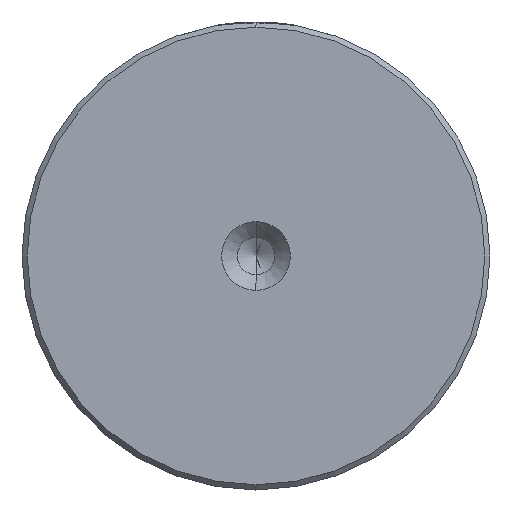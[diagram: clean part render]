
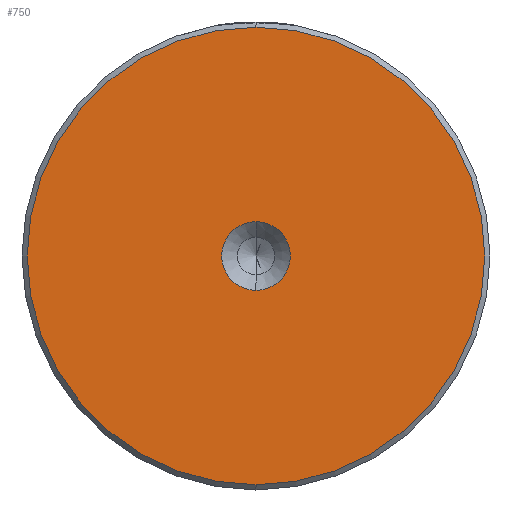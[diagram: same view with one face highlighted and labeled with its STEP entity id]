
A CAD part, left-side view. The second image highlights one B-rep face of the part: STEP entity #750.
In plain terms, the highlighted planar face has unit normal (-1, 0, 0).
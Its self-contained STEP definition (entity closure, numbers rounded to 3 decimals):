
#170 = CIRCLE ( 'NONE', #289, 3.3 ) ;
#282 = CARTESIAN_POINT ( 'NONE',  ( 0., 0., -3.3 ) ) ;
#289 = AXIS2_PLACEMENT_3D ( 'NONE', #1619, #473, #1824 ) ;
#290 = ORIENTED_EDGE ( 'NONE', *, *, #1144, .T. ) ;
#317 = CARTESIAN_POINT ( 'NONE',  ( 0., 0., -22. ) ) ;
#326 = VERTEX_POINT ( 'NONE', #962 ) ;
#376 = VERTEX_POINT ( 'NONE', #317 ) ;
#418 = ORIENTED_EDGE ( 'NONE', *, *, #562, .T. ) ;
#458 = AXIS2_PLACEMENT_3D ( 'NONE', #2076, #743, #729 ) ;
#473 = DIRECTION ( 'NONE',  ( -1., 0., 0. ) ) ;
#506 = PLANE ( 'NONE',  #458 ) ;
#562 = EDGE_CURVE ( 'NONE', #2256, #376, #2177, .T. ) ;
#729 = DIRECTION ( 'NONE',  ( 0., 0., 1. ) ) ;
#743 = DIRECTION ( 'NONE',  ( -1., 0., 0. ) ) ;
#750 = ADVANCED_FACE ( 'NONE', ( #819, #1913 ), #506, .T. ) ;
#819 = FACE_OUTER_BOUND ( 'NONE', #1455, .T. ) ;
#912 = DIRECTION ( 'NONE',  ( -1., 0., 0. ) ) ;
#962 = CARTESIAN_POINT ( 'NONE',  ( 0., 0., 3.3 ) ) ;
#997 = DIRECTION ( 'NONE',  ( 0., 0., 1. ) ) ;
#1003 = DIRECTION ( 'NONE',  ( -1., 0., 0. ) ) ;
#1012 = CARTESIAN_POINT ( 'NONE',  ( 0., 0., 0. ) ) ;
#1034 = CARTESIAN_POINT ( 'NONE',  ( 0., 0., 0. ) ) ;
#1114 = VERTEX_POINT ( 'NONE', #282 ) ;
#1144 = EDGE_CURVE ( 'NONE', #376, #2256, #2099, .T. ) ;
#1215 = DIRECTION ( 'NONE',  ( 0., 0., 1. ) ) ;
#1451 = AXIS2_PLACEMENT_3D ( 'NONE', #1012, #1003, #997 ) ;
#1455 = EDGE_LOOP ( 'NONE', ( #290, #418 ) ) ;
#1487 = ORIENTED_EDGE ( 'NONE', *, *, #1522, .F. ) ;
#1522 = EDGE_CURVE ( 'NONE', #1114, #326, #2059, .T. ) ;
#1619 = CARTESIAN_POINT ( 'NONE',  ( 0., 0., 0. ) ) ;
#1694 = CARTESIAN_POINT ( 'NONE',  ( 0., 0., 22. ) ) ;
#1793 = EDGE_CURVE ( 'NONE', #326, #1114, #170, .T. ) ;
#1824 = DIRECTION ( 'NONE',  ( 0., 0., 1. ) ) ;
#1913 = FACE_BOUND ( 'NONE', #2195, .T. ) ;
#1935 = AXIS2_PLACEMENT_3D ( 'NONE', #2063, #912, #2262 ) ;
#2059 = CIRCLE ( 'NONE', #1935, 3.3 ) ;
#2063 = CARTESIAN_POINT ( 'NONE',  ( 0., 0., 0. ) ) ;
#2076 = CARTESIAN_POINT ( 'NONE',  ( 0., 0., 0. ) ) ;
#2099 = CIRCLE ( 'NONE', #2101, 22. ) ;
#2101 = AXIS2_PLACEMENT_3D ( 'NONE', #1034, #2381, #1215 ) ;
#2177 = CIRCLE ( 'NONE', #1451, 22. ) ;
#2195 = EDGE_LOOP ( 'NONE', ( #2196, #1487 ) ) ;
#2196 = ORIENTED_EDGE ( 'NONE', *, *, #1793, .F. ) ;
#2256 = VERTEX_POINT ( 'NONE', #1694 ) ;
#2262 = DIRECTION ( 'NONE',  ( 0., 0., 1. ) ) ;
#2381 = DIRECTION ( 'NONE',  ( -1., 0., 0. ) ) ;
